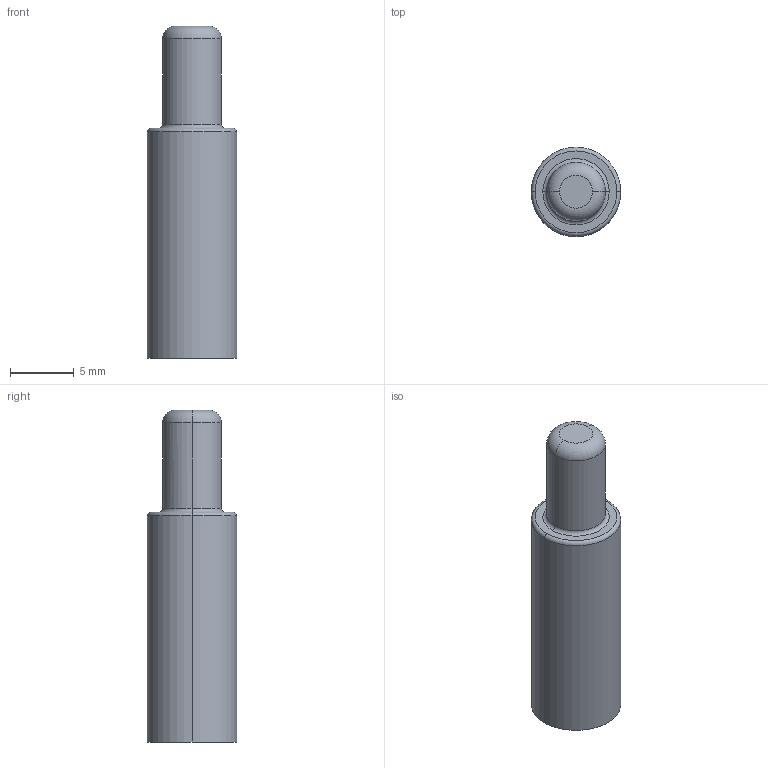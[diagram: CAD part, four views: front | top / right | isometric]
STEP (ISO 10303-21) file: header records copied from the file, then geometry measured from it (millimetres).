
FILE_DESCRIPTION(('Creo Elements/Direct Modeling STEP Export'),'2;1');
FILE_NAME('0lndrr04ol4ne692948','2019-01-10T 9:29:49',(''),(''),'PTC Creo Elements/Direct Modeling STEP processor for AP214 (Solid Model)','PTC Creo Elements/Direct Modeling 19.0B 21-Mar-2015 (C) Parametric Technology GmbH','');
FILE_SCHEMA(('AUTOMOTIVE_DESIGN { 1 0 10303 214 1 1 1 1 }'));
Length unit declared in the file: millimetre
Products named in the file (1): CGT_10
Bounding box: 7 x 7 x 26 mm (x, y, z)
Volume: 597.9 mm3; surface area: 779.4 mm2
Topology: 1 solids, 1 shells, 19 faces, 42 edges, 25 vertices
Faces by surface type: cylinder 6, torus 6, cone 4, plane 3
Entity records: 476 total; most frequent: DIRECTION 82, ORIENTED_EDGE 80, CARTESIAN_POINT 71, EDGE_CURVE 40, AXIS2_PLACEMENT_3D 36, VERTEX_POINT 25, EDGE_LOOP 21, FACE_OUTER_BOUND 19
